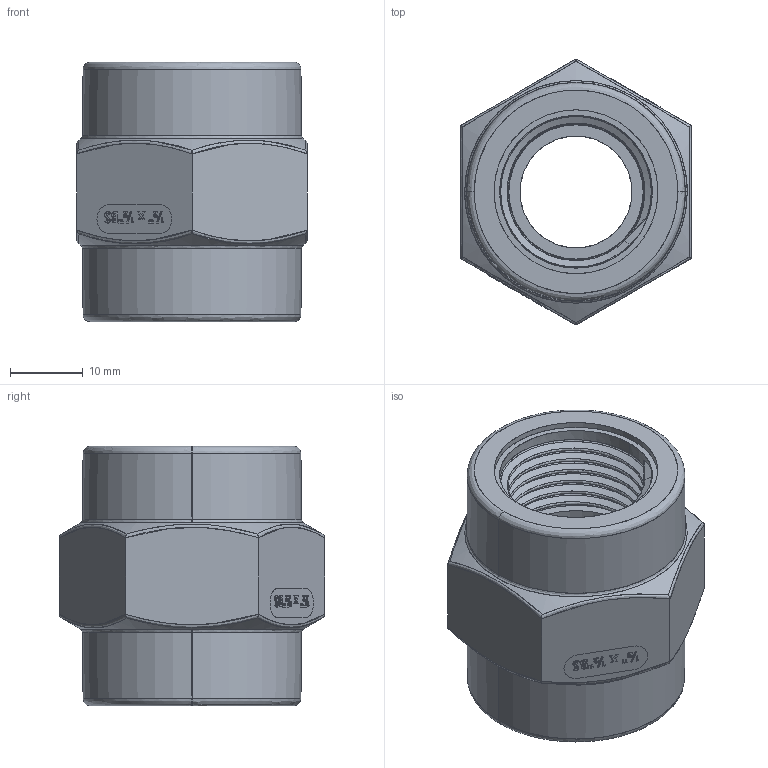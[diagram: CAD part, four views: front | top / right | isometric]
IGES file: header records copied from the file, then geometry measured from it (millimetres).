
Start section: SolidWorks IGES file using analytic representation for surfaces
Global section: file name: 01 12 1007 005.IGS; native system: SolidWorks 2014; preprocessor: SolidWorks 2014; author: utilizadort; date: 141001.112854; units: millimetre
Bounding box: 31.74 x 36.65 x 35.82 mm (x, y, z)
Surface area: 7449.7 mm2 (no closed solid volume)
Topology: 0 solids, 0 shells, 268 faces, 3150 edges, 3150 vertices
Faces by surface type: bspline 236, revolution 32
